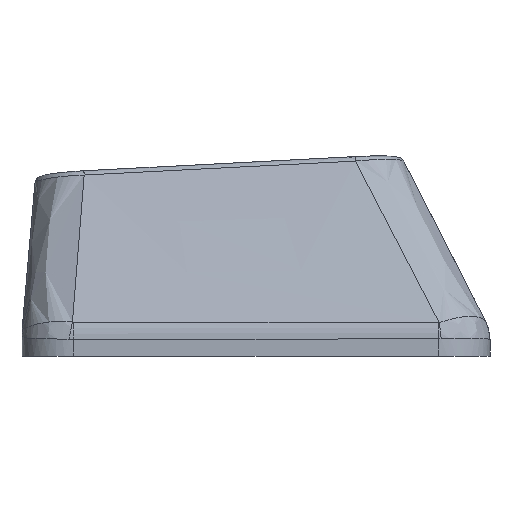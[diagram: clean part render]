
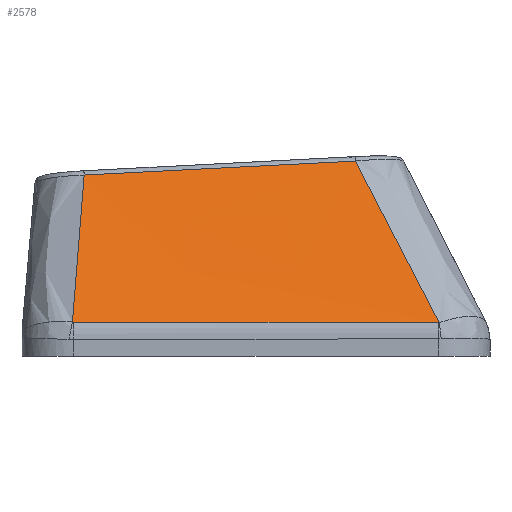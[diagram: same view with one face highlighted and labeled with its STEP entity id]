
A CAD part, left-side view. The second image highlights one B-rep face of the part: STEP entity #2578.
In plain terms, the highlighted free-form (B-spline) face has degree [3, 3] with [4, 4] control points.
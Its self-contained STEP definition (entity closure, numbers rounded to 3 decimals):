
#51=B_SPLINE_SURFACE_WITH_KNOTS('',3,3,((#6355,#6356,#6357,#6358),(#6359,
#6360,#6361,#6362),(#6363,#6364,#6365,#6366),(#6367,#6368,#6369,#6370)),
 .UNSPECIFIED.,.F.,.F.,.F.,(4,4),(4,4),(0.107,0.899),
(0.028,0.956),.UNSPECIFIED.);
#238=FACE_OUTER_BOUND('',#351,.T.);
#351=EDGE_LOOP('',(#2176,#2177,#2178,#2179,#2180,#2181));
#801=B_SPLINE_CURVE_WITH_KNOTS('',3,(#5965,#5966,#5967,#5968),
 .UNSPECIFIED.,.F.,.F.,(4,4),(0.,0.003),
 .UNSPECIFIED.);
#802=B_SPLINE_CURVE_WITH_KNOTS('',3,(#5986,#5987,#5988,#5989),
 .UNSPECIFIED.,.F.,.F.,(4,4),(-1.416,0.),.UNSPECIFIED.);
#805=B_SPLINE_CURVE_WITH_KNOTS('',3,(#6019,#6020,#6021,#6022),
 .UNSPECIFIED.,.F.,.F.,(4,4),(0.,0.004),
 .UNSPECIFIED.);
#822=B_SPLINE_CURVE_WITH_KNOTS('',3,(#6341,#6342,#6343,#6344),
 .UNSPECIFIED.,.F.,.F.,(4,4),(-0.661,-0.02),
 .UNSPECIFIED.);
#825=B_SPLINE_CURVE_WITH_KNOTS('',3,(#6372,#6373,#6374,#6375),
 .UNSPECIFIED.,.F.,.F.,(4,4),(0.023,0.785),
 .UNSPECIFIED.);
#826=B_SPLINE_CURVE_WITH_KNOTS('',3,(#6376,#6377,#6378,#6379),
 .UNSPECIFIED.,.F.,.F.,(4,4),(0.,1.054),.UNSPECIFIED.);
#1139=VERTEX_POINT('',#5927);
#1141=VERTEX_POINT('',#5958);
#1143=VERTEX_POINT('',#5985);
#1145=VERTEX_POINT('',#6012);
#1163=VERTEX_POINT('',#6340);
#1165=VERTEX_POINT('',#6371);
#1532=EDGE_CURVE('',#1139,#1141,#801,.T.);
#1533=EDGE_CURVE('',#1141,#1143,#802,.T.);
#1538=EDGE_CURVE('',#1143,#1145,#805,.T.);
#1565=EDGE_CURVE('',#1145,#1163,#822,.T.);
#1568=EDGE_CURVE('',#1165,#1139,#825,.T.);
#1569=EDGE_CURVE('',#1163,#1165,#826,.T.);
#2176=ORIENTED_EDGE('',*,*,#1538,.F.);
#2177=ORIENTED_EDGE('',*,*,#1533,.F.);
#2178=ORIENTED_EDGE('',*,*,#1532,.F.);
#2179=ORIENTED_EDGE('',*,*,#1568,.F.);
#2180=ORIENTED_EDGE('',*,*,#1569,.F.);
#2181=ORIENTED_EDGE('',*,*,#1565,.F.);
#2578=ADVANCED_FACE('',(#238),#51,.F.);
#5927=CARTESIAN_POINT('',(-16.087,-7.107,0.299));
#5958=CARTESIAN_POINT('',(-16.088,-7.079,0.298));
#5965=CARTESIAN_POINT('Ctrl Pts',(-16.087,-7.107,0.299));
#5966=CARTESIAN_POINT('Ctrl Pts',(-16.087,-7.098,0.298));
#5967=CARTESIAN_POINT('Ctrl Pts',(-16.088,-7.088,0.298));
#5968=CARTESIAN_POINT('Ctrl Pts',(-16.088,-7.079,0.298));
#5985=CARTESIAN_POINT('',(-16.065,7.082,0.318));
#5986=CARTESIAN_POINT('Ctrl Pts',(-16.088,-7.079,0.298));
#5987=CARTESIAN_POINT('Ctrl Pts',(-16.081,-2.359,0.304));
#5988=CARTESIAN_POINT('Ctrl Pts',(-16.073,2.361,0.311));
#5989=CARTESIAN_POINT('Ctrl Pts',(-16.065,7.082,0.318));
#6012=CARTESIAN_POINT('',(-16.063,7.125,0.322));
#6019=CARTESIAN_POINT('Ctrl Pts',(-16.065,7.082,0.318));
#6020=CARTESIAN_POINT('Ctrl Pts',(-16.065,7.096,0.318));
#6021=CARTESIAN_POINT('Ctrl Pts',(-16.064,7.111,0.319));
#6022=CARTESIAN_POINT('Ctrl Pts',(-16.063,7.125,0.322));
#6340=CARTESIAN_POINT('',(-13.204,6.669,6.028));
#6341=CARTESIAN_POINT('Ctrl Pts',(-16.063,7.125,0.322));
#6342=CARTESIAN_POINT('Ctrl Pts',(-15.107,6.97,2.223));
#6343=CARTESIAN_POINT('Ctrl Pts',(-14.153,6.818,4.125));
#6344=CARTESIAN_POINT('Ctrl Pts',(-13.204,6.669,6.028));
#6355=CARTESIAN_POINT('Ctrl Pts',(-13.2,7.031,6.018));
#6356=CARTESIAN_POINT('Ctrl Pts',(-14.162,7.063,4.102));
#6357=CARTESIAN_POINT('Ctrl Pts',(-15.125,7.095,2.187));
#6358=CARTESIAN_POINT('Ctrl Pts',(-16.088,7.126,0.272));
#6359=CARTESIAN_POINT('Ctrl Pts',(-13.2,3.274,6.208));
#6360=CARTESIAN_POINT('Ctrl Pts',(-14.162,2.976,4.232));
#6361=CARTESIAN_POINT('Ctrl Pts',(-15.125,2.679,2.256));
#6362=CARTESIAN_POINT('Ctrl Pts',(-16.088,2.382,0.28));
#6363=CARTESIAN_POINT('Ctrl Pts',(-13.2,-0.484,
6.397));
#6364=CARTESIAN_POINT('Ctrl Pts',(-14.162,-1.11,4.361));
#6365=CARTESIAN_POINT('Ctrl Pts',(-15.125,-1.736,2.325));
#6366=CARTESIAN_POINT('Ctrl Pts',(-16.088,-2.363,0.289));
#6367=CARTESIAN_POINT('Ctrl Pts',(-13.2,-4.241,6.587));
#6368=CARTESIAN_POINT('Ctrl Pts',(-14.162,-5.197,4.491));
#6369=CARTESIAN_POINT('Ctrl Pts',(-15.125,-6.152,2.394));
#6370=CARTESIAN_POINT('Ctrl Pts',(-16.088,-7.107,0.298));
#6371=CARTESIAN_POINT('',(-13.2,-3.862,6.568));
#6372=CARTESIAN_POINT('Ctrl Pts',(-13.2,-3.862,6.568));
#6373=CARTESIAN_POINT('Ctrl Pts',(-14.165,-4.946,4.48));
#6374=CARTESIAN_POINT('Ctrl Pts',(-15.127,-6.027,2.39));
#6375=CARTESIAN_POINT('Ctrl Pts',(-16.087,-7.107,0.299));
#6376=CARTESIAN_POINT('Ctrl Pts',(-13.204,6.669,6.028));
#6377=CARTESIAN_POINT('Ctrl Pts',(-13.202,3.159,6.208));
#6378=CARTESIAN_POINT('Ctrl Pts',(-13.201,-0.351,
6.388));
#6379=CARTESIAN_POINT('Ctrl Pts',(-13.2,-3.862,6.568));
